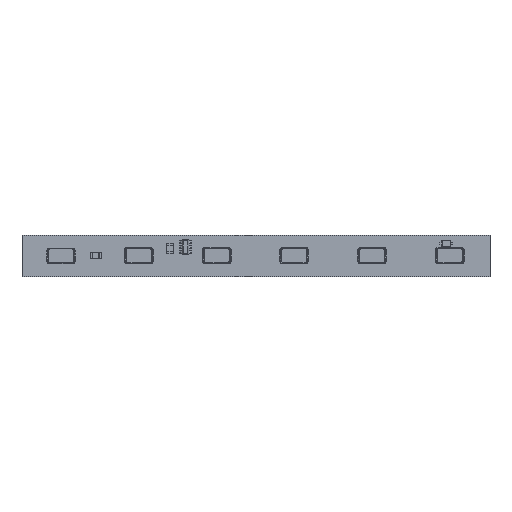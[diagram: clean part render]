
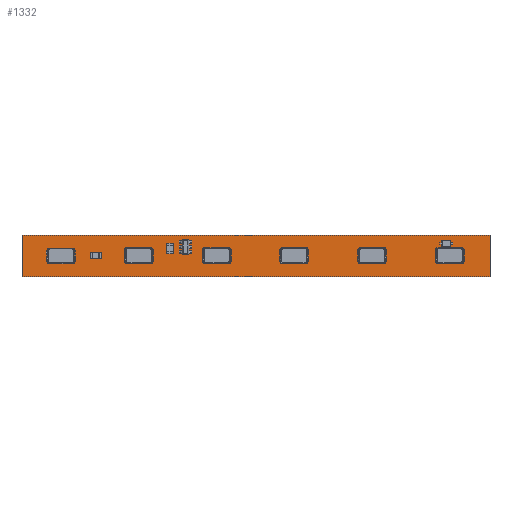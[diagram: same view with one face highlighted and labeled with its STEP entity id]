
A CAD part, top view. The second image highlights one B-rep face of the part: STEP entity #1332.
In plain terms, the highlighted planar face has unit normal (0, 0, 1).
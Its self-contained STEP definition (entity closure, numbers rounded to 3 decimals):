
#1332=ADVANCED_FACE('',(#2852),#2853,.T.);
#2852=FACE_OUTER_BOUND('',#4498,.T.);
#2853=PLANE('',#4499);
#4498=EDGE_LOOP('',(#10479,#10480,#10481,#10482));
#4499=AXIS2_PLACEMENT_3D('',#10483,#10484,#10485);
#10479=ORIENTED_EDGE('',*,*,#13385,.F.);
#10480=ORIENTED_EDGE('',*,*,#13387,.F.);
#10481=ORIENTED_EDGE('',*,*,#13378,.F.);
#10482=ORIENTED_EDGE('',*,*,#13382,.F.);
#10483=CARTESIAN_POINT('',(0.0,0.0,0.0));
#10484=DIRECTION('',(0.0,0.0,1.0));
#10485=DIRECTION('',(1.0,-0.0,0.0));
#13378=EDGE_CURVE('',#16767,#16769,#16770,.T.);
#13382=EDGE_CURVE('',#16774,#16767,#16776,.T.);
#13385=EDGE_CURVE('',#16779,#16774,#16781,.T.);
#13387=EDGE_CURVE('',#16769,#16779,#16783,.T.);
#16767=VERTEX_POINT('',#21784);
#16769=VERTEX_POINT('',#21787);
#16770=LINE('',#21788,#21789);
#16774=VERTEX_POINT('',#21795);
#16776=LINE('',#21798,#21799);
#16779=VERTEX_POINT('',#21803);
#16781=LINE('',#21806,#21807);
#16783=LINE('',#21810,#21811);
#21784=CARTESIAN_POINT('',(-26.815,3.008,0.0));
#21787=CARTESIAN_POINT('',(-26.815,11.008,0.0));
#21788=CARTESIAN_POINT('',(-26.815,3.008,0.0));
#21789=VECTOR('',#25362,8.);
#21795=CARTESIAN_POINT('',(63.185,3.008,0.0));
#21798=CARTESIAN_POINT('',(63.185,3.008,0.0));
#21799=VECTOR('',#25366,90.0);
#21803=CARTESIAN_POINT('',(63.185,11.008,0.0));
#21806=CARTESIAN_POINT('',(63.185,11.008,0.0));
#21807=VECTOR('',#25369,8.);
#21810=CARTESIAN_POINT('',(-26.815,11.008,0.0));
#21811=VECTOR('',#25371,90.0);
#25362=DIRECTION('',(0.0,1.0,0.0));
#25366=DIRECTION('',(-1.0,0.0,0.0));
#25369=DIRECTION('',(0.0,-1.0,0.0));
#25371=DIRECTION('',(1.0,0.0,0.0));
